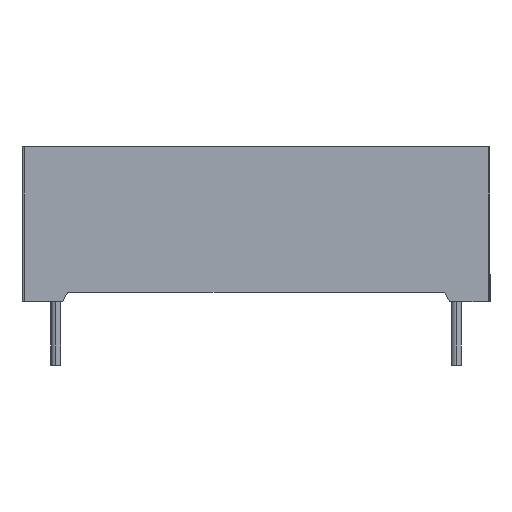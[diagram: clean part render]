
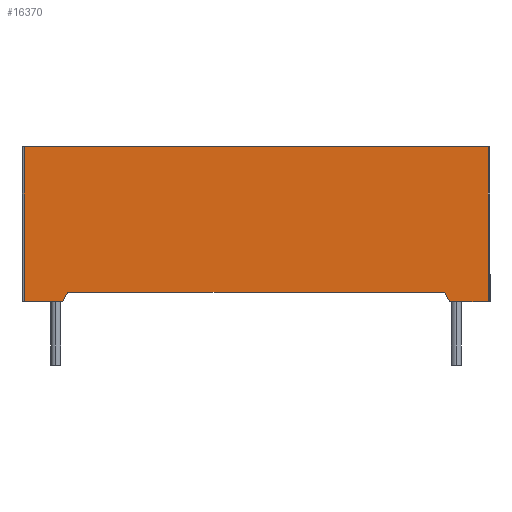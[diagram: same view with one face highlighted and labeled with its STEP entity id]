
A CAD part, left-side view. The second image highlights one B-rep face of the part: STEP entity #16370.
In plain terms, the highlighted planar face has unit normal (-1, 0, 0).
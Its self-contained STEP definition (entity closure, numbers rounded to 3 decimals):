
#91 = DIRECTION ( 'NONE',  ( 1., 0., 0. ) ) ;
#1037 = AXIS2_PLACEMENT_3D ( 'NONE', #19059, #91, #4188 ) ;
#1518 = VECTOR ( 'NONE', #18993, 1000. ) ;
#2605 = LINE ( 'NONE', #18964, #9128 ) ;
#2790 = CARTESIAN_POINT ( 'NONE',  ( -35.8, 10.639, 0. ) ) ;
#3192 = DIRECTION ( 'NONE',  ( 0., -0.5, 0.866 ) ) ;
#3769 = EDGE_CURVE ( 'NONE', #14015, #4871, #20201, .T. ) ;
#4126 = LINE ( 'NONE', #17191, #1518 ) ;
#4188 = DIRECTION ( 'NONE',  ( 0., 0., -1. ) ) ;
#4196 = VECTOR ( 'NONE', #24817, 1000. ) ;
#4529 = CARTESIAN_POINT ( 'NONE',  ( -35.8, 12.75, 0. ) ) ;
#4871 = VERTEX_POINT ( 'NONE', #22948 ) ;
#5363 = EDGE_CURVE ( 'NONE', #15242, #4871, #6115, .T. ) ;
#6007 = CARTESIAN_POINT ( 'NONE',  ( -35.8, -10.35, 0.5 ) ) ;
#6022 = PLANE ( 'NONE',  #1037 ) ;
#6080 = ORIENTED_EDGE ( 'NONE', *, *, #18953, .T. ) ;
#6115 = LINE ( 'NONE', #16936, #4196 ) ;
#7047 = DIRECTION ( 'NONE',  ( 0., 0., -1. ) ) ;
#7807 = CARTESIAN_POINT ( 'NONE',  ( -35.8, 10.639, 0. ) ) ;
#7955 = VECTOR ( 'NONE', #3192, 1000. ) ;
#8552 = EDGE_CURVE ( 'NONE', #25747, #20552, #21503, .T. ) ;
#8822 = ORIENTED_EDGE ( 'NONE', *, *, #20839, .F. ) ;
#9128 = VECTOR ( 'NONE', #12718, 1000. ) ;
#9813 = EDGE_CURVE ( 'NONE', #26580, #19053, #10291, .T. ) ;
#10138 = LINE ( 'NONE', #12747, #23366 ) ;
#10291 = LINE ( 'NONE', #19017, #24482 ) ;
#10530 = VECTOR ( 'NONE', #13508, 1000. ) ;
#11621 = DIRECTION ( 'NONE',  ( 0., -1., 0. ) ) ;
#11902 = CARTESIAN_POINT ( 'NONE',  ( -35.8, 12.85, 8.5 ) ) ;
#12525 = ORIENTED_EDGE ( 'NONE', *, *, #3769, .F. ) ;
#12718 = DIRECTION ( 'NONE',  ( 0., -0.5, -0.866 ) ) ;
#12747 = CARTESIAN_POINT ( 'NONE',  ( -35.8, 12.75, 8.5 ) ) ;
#12813 = VECTOR ( 'NONE', #11621, 1000. ) ;
#13069 = EDGE_CURVE ( 'NONE', #14015, #19053, #10138, .T. ) ;
#13508 = DIRECTION ( 'NONE',  ( 0., -1., 0. ) ) ;
#14015 = VERTEX_POINT ( 'NONE', #17020 ) ;
#15242 = VERTEX_POINT ( 'NONE', #19747 ) ;
#15592 = CARTESIAN_POINT ( 'NONE',  ( -35.8, 12.85, 0.5 ) ) ;
#15927 = ORIENTED_EDGE ( 'NONE', *, *, #21714, .T. ) ;
#16370 = ADVANCED_FACE ( 'NONE', ( #22651 ), #6022, .F. ) ;
#16615 = EDGE_LOOP ( 'NONE', ( #8822, #23982, #12525, #26030, #22165, #6080, #17418, #15927 ) ) ;
#16936 = CARTESIAN_POINT ( 'NONE',  ( -35.8, -12.75, 8.5 ) ) ;
#17020 = CARTESIAN_POINT ( 'NONE',  ( -35.8, 12.75, 8.5 ) ) ;
#17191 = CARTESIAN_POINT ( 'NONE',  ( -35.8, -12.85, 0. ) ) ;
#17418 = ORIENTED_EDGE ( 'NONE', *, *, #8552, .T. ) ;
#18953 = EDGE_CURVE ( 'NONE', #26580, #25747, #21740, .T. ) ;
#18964 = CARTESIAN_POINT ( 'NONE',  ( -35.8, -10.639, 0. ) ) ;
#18993 = DIRECTION ( 'NONE',  ( 0., 1., 0. ) ) ;
#19017 = CARTESIAN_POINT ( 'NONE',  ( -35.8, 12.85, 0. ) ) ;
#19053 = VERTEX_POINT ( 'NONE', #4529 ) ;
#19059 = CARTESIAN_POINT ( 'NONE',  ( -35.8, 12.85, 8.5 ) ) ;
#19747 = CARTESIAN_POINT ( 'NONE',  ( -35.8, -12.75, 0. ) ) ;
#20201 = LINE ( 'NONE', #11902, #12813 ) ;
#20552 = VERTEX_POINT ( 'NONE', #6007 ) ;
#20798 = DIRECTION ( 'NONE',  ( 0., 1., 0. ) ) ;
#20839 = EDGE_CURVE ( 'NONE', #15242, #25380, #4126, .T. ) ;
#21503 = LINE ( 'NONE', #15592, #10530 ) ;
#21714 = EDGE_CURVE ( 'NONE', #20552, #25380, #2605, .T. ) ;
#21740 = LINE ( 'NONE', #2790, #7955 ) ;
#22165 = ORIENTED_EDGE ( 'NONE', *, *, #9813, .F. ) ;
#22651 = FACE_OUTER_BOUND ( 'NONE', #16615, .T. ) ;
#22948 = CARTESIAN_POINT ( 'NONE',  ( -35.8, -12.75, 8.5 ) ) ;
#23366 = VECTOR ( 'NONE', #7047, 1000. ) ;
#23440 = CARTESIAN_POINT ( 'NONE',  ( -35.8, 10.35, 0.5 ) ) ;
#23797 = CARTESIAN_POINT ( 'NONE',  ( -35.8, -10.639, 0. ) ) ;
#23982 = ORIENTED_EDGE ( 'NONE', *, *, #5363, .T. ) ;
#24482 = VECTOR ( 'NONE', #20798, 1000. ) ;
#24817 = DIRECTION ( 'NONE',  ( 0., 0., 1. ) ) ;
#25380 = VERTEX_POINT ( 'NONE', #23797 ) ;
#25747 = VERTEX_POINT ( 'NONE', #23440 ) ;
#26030 = ORIENTED_EDGE ( 'NONE', *, *, #13069, .T. ) ;
#26580 = VERTEX_POINT ( 'NONE', #7807 ) ;
